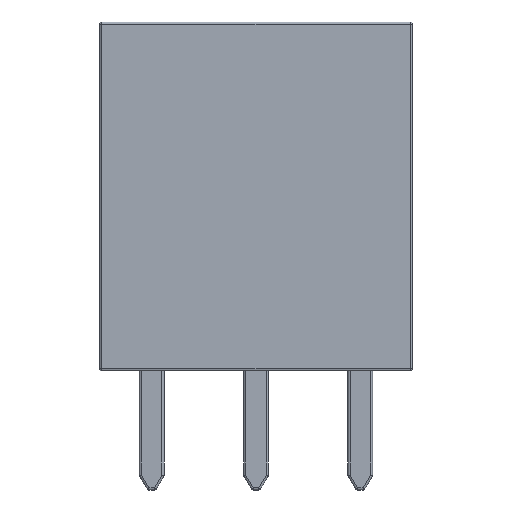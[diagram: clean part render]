
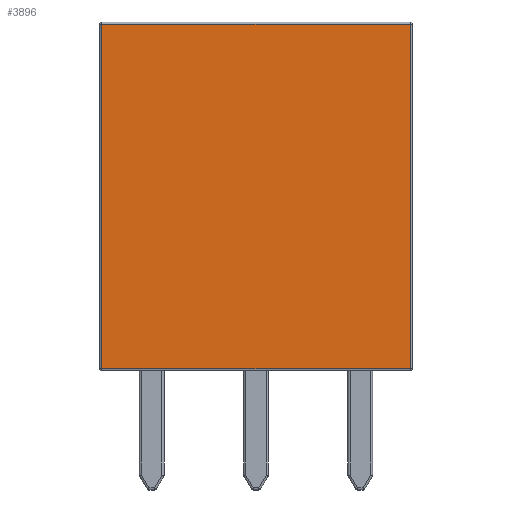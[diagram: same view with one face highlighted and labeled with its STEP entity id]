
A CAD part, front view. The second image highlights one B-rep face of the part: STEP entity #3896.
In plain terms, the highlighted planar face has unit normal (0, -1, 0).
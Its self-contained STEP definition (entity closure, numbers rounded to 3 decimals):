
#62=PLANE('',#4360);
#141=LINE('',#6416,#417);
#206=LINE('',#6844,#482);
#252=LINE('',#7251,#528);
#253=LINE('',#7253,#529);
#417=VECTOR('',#4877,10.);
#482=VECTOR('',#5136,10.);
#528=VECTOR('',#5408,10.);
#529=VECTOR('',#5411,10.);
#1019=FACE_OUTER_BOUND('',#1306,.T.);
#1306=EDGE_LOOP('',(#3192,#3193,#3194,#3195));
#1719=VERTEX_POINT('',#6345);
#1727=VERTEX_POINT('',#6365);
#1806=VERTEX_POINT('',#6840);
#1807=VERTEX_POINT('',#6842);
#2086=EDGE_CURVE('',#1719,#1727,#141,.T.);
#2204=EDGE_CURVE('',#1807,#1806,#206,.T.);
#2311=EDGE_CURVE('',#1806,#1719,#252,.T.);
#2312=EDGE_CURVE('',#1727,#1807,#253,.T.);
#3192=ORIENTED_EDGE('',*,*,#2311,.F.);
#3193=ORIENTED_EDGE('',*,*,#2204,.F.);
#3194=ORIENTED_EDGE('',*,*,#2312,.F.);
#3195=ORIENTED_EDGE('',*,*,#2086,.F.);
#3896=ADVANCED_FACE('',(#1019),#62,.T.);
#4360=AXIS2_PLACEMENT_3D('',#7252,#5409,#5410);
#4877=DIRECTION('',(0.,0.,1.));
#5136=DIRECTION('',(0.,0.,-1.));
#5408=DIRECTION('',(-1.,0.,0.));
#5409=DIRECTION('center_axis',(0.,-1.,0.));
#5410=DIRECTION('ref_axis',(0.,0.,-1.));
#5411=DIRECTION('',(1.,0.,0.));
#6345=CARTESIAN_POINT('',(0.05,-1.27,0.05));
#6365=CARTESIAN_POINT('',(0.05,-1.27,8.45));
#6416=CARTESIAN_POINT('',(0.05,-1.27,6.375));
#6840=CARTESIAN_POINT('',(7.57,-1.27,0.05));
#6842=CARTESIAN_POINT('',(7.57,-1.27,8.45));
#6844=CARTESIAN_POINT('',(7.57,-1.27,6.375));
#7251=CARTESIAN_POINT('',(5.08,-1.27,0.05));
#7252=CARTESIAN_POINT('Origin',(5.08,-1.27,8.5));
#7253=CARTESIAN_POINT('',(5.08,-1.27,8.45));
